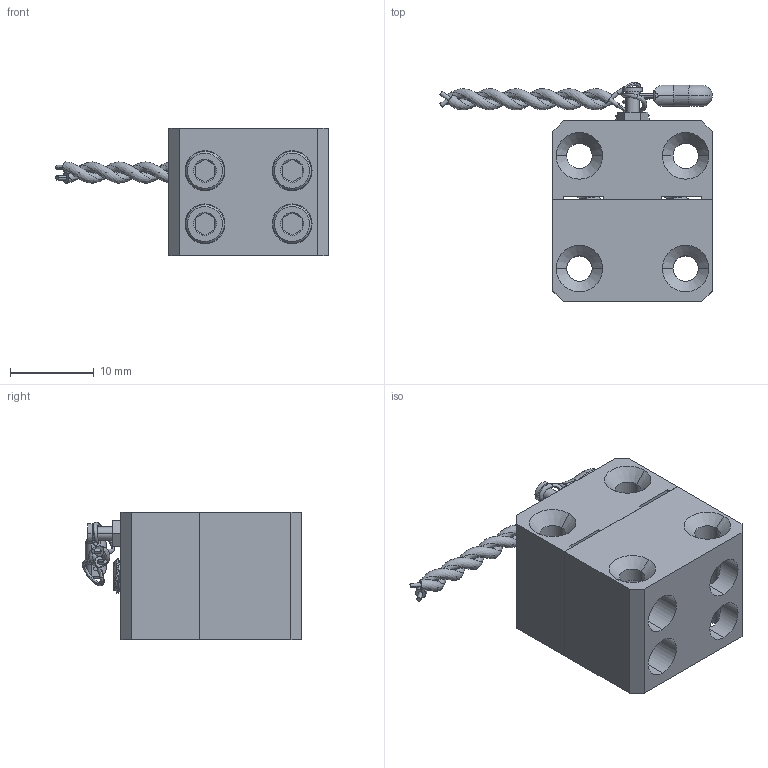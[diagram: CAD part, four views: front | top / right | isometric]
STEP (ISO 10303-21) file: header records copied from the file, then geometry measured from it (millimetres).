
FILE_DESCRIPTION (( 'STEP AP203' ), '1' );
FILE_NAME ('SOL-35317-28-G1-2.STEP', '2018-10-10T23:09:51', ( '' ), ( '' ), 'SwSTEP 2.0', 'SolidWorks 2016', '' );
FILE_SCHEMA (( 'CONFIG_CONTROL_DESIGN' ));
Products named in the file (1): SOL-35317-28-G1-2
Bounding box: 32.57 x 26.19 x 15.24 mm (x, y, z)
Volume: 5332.4 mm3; surface area: 5103.9 mm2
Topology: 13 solids, 13 shells, 557 faces, 1444 edges, 940 vertices
Faces by surface type: cylinder 296, plane 132, cone 99, bspline 26, torus 4
Entity records: 28465 total; most frequent: CARTESIAN_POINT 16149, ORIENTED_EDGE 2884, DIRECTION 2146, EDGE_CURVE 1442, VERTEX_POINT 940, AXIS2_PLACEMENT_3D 813, EDGE_LOOP 658, ADVANCED_FACE 557
